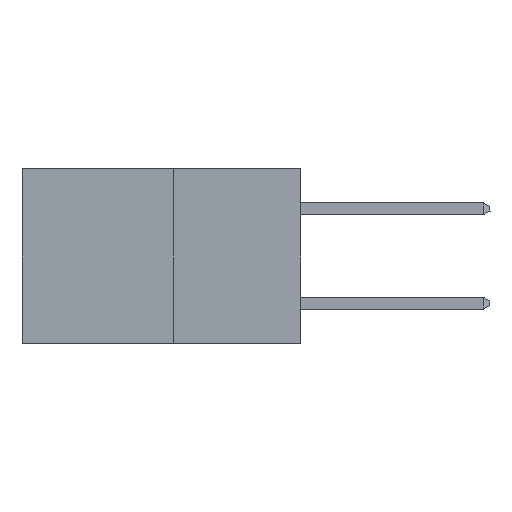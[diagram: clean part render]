
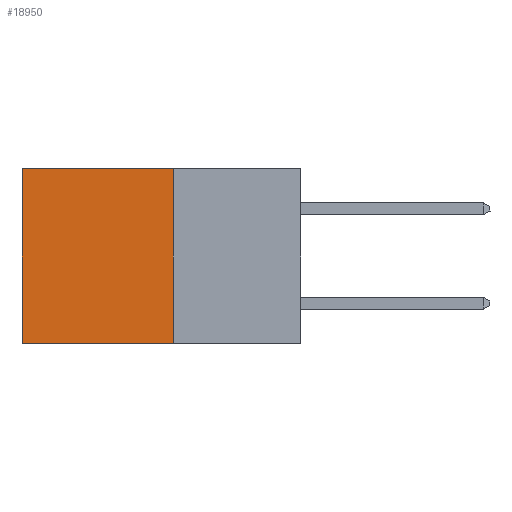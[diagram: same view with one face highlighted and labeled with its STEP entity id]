
A CAD part, left-side view. The second image highlights one B-rep face of the part: STEP entity #18950.
In plain terms, the highlighted planar face has unit normal (-1, 0, 0).
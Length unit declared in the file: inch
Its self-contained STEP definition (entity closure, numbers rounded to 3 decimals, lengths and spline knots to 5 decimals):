
#36 = VECTOR ( 'NONE', #18584, 39.37008 ) ;
#90 = VERTEX_POINT ( 'NONE', #17214 ) ;
#175 = DIRECTION ( 'NONE',  ( 0., 0., -1. ) ) ;
#516 = CARTESIAN_POINT ( 'NONE',  ( 0.277, 0.27, -0.37 ) ) ;
#1874 = AXIS2_PLACEMENT_3D ( 'NONE', #25010, #13934, #175 ) ;
#2226 = ORIENTED_EDGE ( 'NONE', *, *, #13608, .F. ) ;
#3632 = VECTOR ( 'NONE', #22207, 39.37008 ) ;
#3862 = LINE ( 'NONE', #25779, #27082 ) ;
#4389 = VERTEX_POINT ( 'NONE', #10730 ) ;
#5630 = DIRECTION ( 'NONE',  ( 0., 0., -1. ) ) ;
#6908 = LINE ( 'NONE', #16384, #36 ) ;
#8204 = ORIENTED_EDGE ( 'NONE', *, *, #28273, .T. ) ;
#8783 = CARTESIAN_POINT ( 'NONE',  ( 0.277, 0.27, -0.37 ) ) ;
#9784 = ORIENTED_EDGE ( 'NONE', *, *, #12483, .F. ) ;
#10234 = VECTOR ( 'NONE', #14279, 39.37008 ) ;
#10730 = CARTESIAN_POINT ( 'NONE',  ( 0.277, 0.59, -0.37 ) ) ;
#11679 = PLANE ( 'NONE',  #1874 ) ;
#12483 = EDGE_CURVE ( 'NONE', #12885, #90, #15518, .T. ) ;
#12885 = VERTEX_POINT ( 'NONE', #22148 ) ;
#13608 = EDGE_CURVE ( 'NONE', #90, #4389, #27542, .T. ) ;
#13934 = DIRECTION ( 'NONE',  ( 1., 0., 0. ) ) ;
#14279 = DIRECTION ( 'NONE',  ( 0., 0., -1. ) ) ;
#15518 = LINE ( 'NONE', #516, #10234 ) ;
#16384 = CARTESIAN_POINT ( 'NONE',  ( 0.277, 0.27, 0. ) ) ;
#17214 = CARTESIAN_POINT ( 'NONE',  ( 0.277, 0.27, -0.37 ) ) ;
#18507 = EDGE_LOOP ( 'NONE', ( #23155, #2226, #9784, #8204 ) ) ;
#18584 = DIRECTION ( 'NONE',  ( 0., 1., 0. ) ) ;
#18950 = ADVANCED_FACE ( 'NONE', ( #21608 ), #11679, .F. ) ;
#19207 = EDGE_CURVE ( 'NONE', #22408, #4389, #3862, .T. ) ;
#21608 = FACE_OUTER_BOUND ( 'NONE', #18507, .T. ) ;
#22148 = CARTESIAN_POINT ( 'NONE',  ( 0.277, 0.27, 0. ) ) ;
#22160 = CARTESIAN_POINT ( 'NONE',  ( 0.277, 0.59, 0. ) ) ;
#22207 = DIRECTION ( 'NONE',  ( 0., 1., 0. ) ) ;
#22408 = VERTEX_POINT ( 'NONE', #22160 ) ;
#23155 = ORIENTED_EDGE ( 'NONE', *, *, #19207, .T. ) ;
#25010 = CARTESIAN_POINT ( 'NONE',  ( 0.277, 0.27, -0.37 ) ) ;
#25779 = CARTESIAN_POINT ( 'NONE',  ( 0.277, 0.59, -0.37 ) ) ;
#27082 = VECTOR ( 'NONE', #5630, 39.37008 ) ;
#27542 = LINE ( 'NONE', #8783, #3632 ) ;
#28273 = EDGE_CURVE ( 'NONE', #12885, #22408, #6908, .T. ) ;
